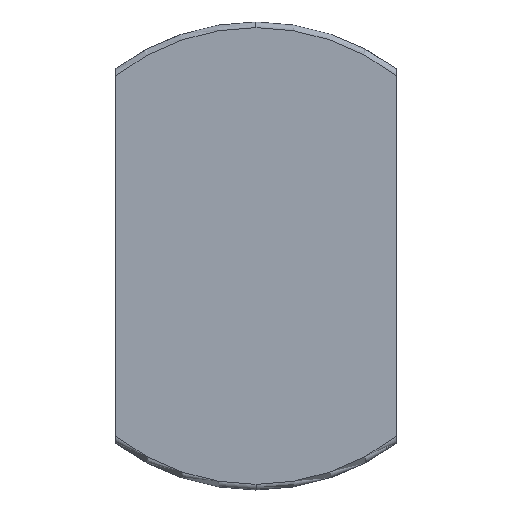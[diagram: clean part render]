
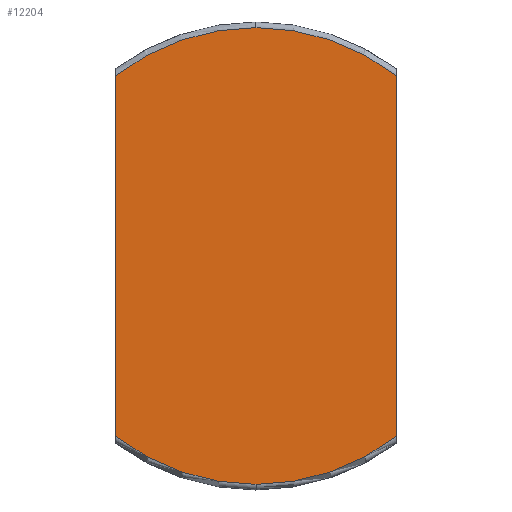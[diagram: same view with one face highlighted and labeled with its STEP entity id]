
A CAD part, front view. The second image highlights one B-rep face of the part: STEP entity #12204.
In plain terms, the highlighted planar face has unit normal (0, -1, 0).
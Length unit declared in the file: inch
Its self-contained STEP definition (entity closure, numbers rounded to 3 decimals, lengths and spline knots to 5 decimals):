
#198 = ORIENTED_EDGE ( 'NONE', *, *, #980, .F. ) ;
#513 = FACE_OUTER_BOUND ( 'NONE', #5149, .T. ) ;
#586 = DIRECTION ( 'NONE',  ( 0., -1., 0. ) ) ;
#685 = VERTEX_POINT ( 'NONE', #8485 ) ;
#980 = EDGE_CURVE ( 'NONE', #5436, #9280, #7783, .T. ) ;
#1947 = VECTOR ( 'NONE', #7117, 39.37008 ) ;
#2316 = DIRECTION ( 'NONE',  ( 0., -1., 0. ) ) ;
#2531 = AXIS2_PLACEMENT_3D ( 'NONE', #9145, #5321, #7144 ) ;
#3279 = DIRECTION ( 'NONE',  ( 0., 0., -1. ) ) ;
#3299 = CARTESIAN_POINT ( 'NONE',  ( -0.375, 0., -0.82087 ) ) ;
#3585 = ORIENTED_EDGE ( 'NONE', *, *, #10222, .T. ) ;
#4205 = PLANE ( 'NONE',  #2531 ) ;
#4351 = DIRECTION ( 'NONE',  ( 0., 0., 1. ) ) ;
#4439 = ORIENTED_EDGE ( 'NONE', *, *, #8551, .F. ) ;
#4637 = CARTESIAN_POINT ( 'NONE',  ( 0., 0., 0. ) ) ;
#4728 = CIRCLE ( 'NONE', #11729, 0.61 ) ;
#5149 = EDGE_LOOP ( 'NONE', ( #9859, #4439, #3585, #7597, #198, #7901 ) ) ;
#5321 = DIRECTION ( 'NONE',  ( 0., 1., 0. ) ) ;
#5436 = VERTEX_POINT ( 'NONE', #8240 ) ;
#5636 = EDGE_CURVE ( 'NONE', #11690, #10290, #9732, .T. ) ;
#6136 = DIRECTION ( 'NONE',  ( 0., 0., 1. ) ) ;
#6555 = EDGE_CURVE ( 'NONE', #9783, #9280, #10138, .T. ) ;
#6839 = CARTESIAN_POINT ( 'NONE',  ( 0.375, 0., 0.83768 ) ) ;
#6982 = DIRECTION ( 'NONE',  ( 0., -1., 0. ) ) ;
#7067 = CARTESIAN_POINT ( 'NONE',  ( 0., 0., 0. ) ) ;
#7112 = CARTESIAN_POINT ( 'NONE',  ( -0.375, 0., 0.48112 ) ) ;
#7117 = DIRECTION ( 'NONE',  ( 0., 0., 1. ) ) ;
#7144 = DIRECTION ( 'NONE',  ( 1., 0., 0. ) ) ;
#7597 = ORIENTED_EDGE ( 'NONE', *, *, #6555, .T. ) ;
#7783 = LINE ( 'NONE', #6839, #9484 ) ;
#7901 = ORIENTED_EDGE ( 'NONE', *, *, #12029, .T. ) ;
#8161 = DIRECTION ( 'NONE',  ( 0., 0., 1. ) ) ;
#8240 = CARTESIAN_POINT ( 'NONE',  ( 0.375, 0., 0.48112 ) ) ;
#8485 = CARTESIAN_POINT ( 'NONE',  ( -0.375, 0., -0.48112 ) ) ;
#8551 = EDGE_CURVE ( 'NONE', #685, #10290, #10819, .T. ) ;
#9145 = CARTESIAN_POINT ( 'NONE',  ( 0., 0., 0. ) ) ;
#9260 = CARTESIAN_POINT ( 'NONE',  ( 0., 0., 0. ) ) ;
#9280 = VERTEX_POINT ( 'NONE', #10508 ) ;
#9484 = VECTOR ( 'NONE', #3279, 39.37008 ) ;
#9732 = CIRCLE ( 'NONE', #12110, 0.61 ) ;
#9783 = VERTEX_POINT ( 'NONE', #11917 ) ;
#9859 = ORIENTED_EDGE ( 'NONE', *, *, #5636, .T. ) ;
#9939 = AXIS2_PLACEMENT_3D ( 'NONE', #11925, #6982, #4351 ) ;
#10138 = CIRCLE ( 'NONE', #9939, 0.61 ) ;
#10222 = EDGE_CURVE ( 'NONE', #685, #9783, #11117, .T. ) ;
#10290 = VERTEX_POINT ( 'NONE', #7112 ) ;
#10508 = CARTESIAN_POINT ( 'NONE',  ( 0.375, 0., -0.48112 ) ) ;
#10724 = AXIS2_PLACEMENT_3D ( 'NONE', #7067, #2316, #6136 ) ;
#10819 = LINE ( 'NONE', #3299, #1947 ) ;
#11117 = CIRCLE ( 'NONE', #10724, 0.61 ) ;
#11336 = DIRECTION ( 'NONE',  ( 0., 0., 1. ) ) ;
#11520 = CARTESIAN_POINT ( 'NONE',  ( 0., 0., 0.61 ) ) ;
#11690 = VERTEX_POINT ( 'NONE', #11520 ) ;
#11729 = AXIS2_PLACEMENT_3D ( 'NONE', #4637, #12265, #11336 ) ;
#11917 = CARTESIAN_POINT ( 'NONE',  ( 0., 0., -0.61 ) ) ;
#11925 = CARTESIAN_POINT ( 'NONE',  ( 0., 0., 0. ) ) ;
#12029 = EDGE_CURVE ( 'NONE', #5436, #11690, #4728, .T. ) ;
#12110 = AXIS2_PLACEMENT_3D ( 'NONE', #9260, #586, #8161 ) ;
#12204 = ADVANCED_FACE ( 'NONE', ( #513 ), #4205, .F. ) ;
#12265 = DIRECTION ( 'NONE',  ( 0., -1., 0. ) ) ;
